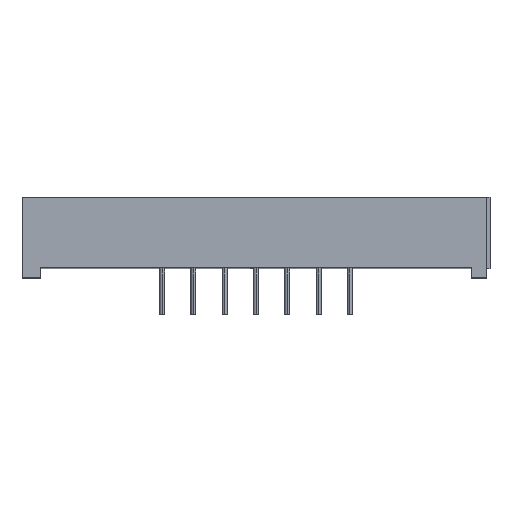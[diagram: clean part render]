
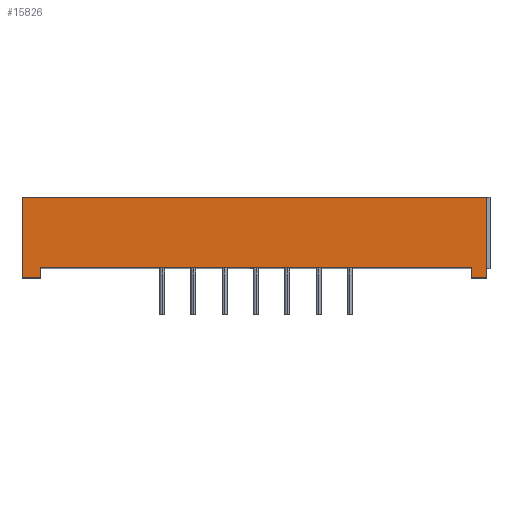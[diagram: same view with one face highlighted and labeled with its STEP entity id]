
A CAD part, top view. The second image highlights one B-rep face of the part: STEP entity #15826.
In plain terms, the highlighted planar face has unit normal (0, 0, 1).
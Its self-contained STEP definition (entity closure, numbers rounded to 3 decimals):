
#1056 = EDGE_LOOP ( 'NONE', ( #16160, #15983, #16161, #15980, #15982, #15978, #15976, #15974 ) ) ;
#8169 = FACE_OUTER_BOUND ( 'NONE', #1056, .T. ) ;
#8175 = AXIS2_PLACEMENT_3D ( 'NONE', #8556, #8557, #8558 ) ;
#8555 = PLANE ( 'NONE',  #8175 ) ;
#8556 = CARTESIAN_POINT ( 'NONE',  ( 38., 0., 53. ) ) ;
#8557 = DIRECTION ( 'NONE',  ( 0., 0., -1. ) ) ;
#8558 = DIRECTION ( 'NONE',  ( -1., 0., 0. ) ) ;
#9188 = VECTOR ( 'NONE', #9746, 1000. ) ;
#9189 = VECTOR ( 'NONE', #9749, 1000. ) ;
#9190 = VECTOR ( 'NONE', #9752, 1000. ) ;
#9191 = VECTOR ( 'NONE', #9755, 1000. ) ;
#9192 = VECTOR ( 'NONE', #9758, 1000. ) ;
#9744 = LINE ( 'NONE', #9745, #9188 ) ;
#9745 = CARTESIAN_POINT ( 'NONE',  ( 38., -6.5, 53. ) ) ;
#9746 = DIRECTION ( 'NONE',  ( -1., 0., 0. ) ) ;
#9747 = LINE ( 'NONE', #9748, #9189 ) ;
#9748 = CARTESIAN_POINT ( 'NONE',  ( 35., -60.114, 53. ) ) ;
#9749 = DIRECTION ( 'NONE',  ( 0., -1., 0. ) ) ;
#9750 = LINE ( 'NONE', #9751, #9190 ) ;
#9751 = CARTESIAN_POINT ( 'NONE',  ( -35., -60.114, 53. ) ) ;
#9752 = DIRECTION ( 'NONE',  ( 0., 1., 0. ) ) ;
#9753 = LINE ( 'NONE', #9754, #9191 ) ;
#9754 = CARTESIAN_POINT ( 'NONE',  ( 38., -6.5, 53. ) ) ;
#9755 = DIRECTION ( 'NONE',  ( -1., 0., 0. ) ) ;
#9756 = LINE ( 'NONE', #9757, #9192 ) ;
#9757 = CARTESIAN_POINT ( 'NONE',  ( -38., 0., 53. ) ) ;
#9758 = DIRECTION ( 'NONE',  ( 0., -1., 0. ) ) ;
#10204 = VECTOR ( 'NONE', #10705, 1000. ) ;
#10207 = VECTOR ( 'NONE', #10714, 1000. ) ;
#10398 = VECTOR ( 'NONE', #11814, 1000. ) ;
#10703 = LINE ( 'NONE', #10704, #10204 ) ;
#10704 = CARTESIAN_POINT ( 'NONE',  ( 38., 6.5, 53. ) ) ;
#10705 = DIRECTION ( 'NONE',  ( -1., 0., 0. ) ) ;
#10712 = LINE ( 'NONE', #10713, #10207 ) ;
#10713 = CARTESIAN_POINT ( 'NONE',  ( 37.5, -12.5, 53. ) ) ;
#10714 = DIRECTION ( 'NONE',  ( 0., 1., 0. ) ) ;
#11812 = LINE ( 'NONE', #11813, #10398 ) ;
#11813 = CARTESIAN_POINT ( 'NONE',  ( 0., -5., 53. ) ) ;
#11814 = DIRECTION ( 'NONE',  ( 1., 0., 0. ) ) ;
#12288 = CARTESIAN_POINT ( 'NONE',  ( 35., -5., 53. ) ) ;
#12289 = CARTESIAN_POINT ( 'NONE',  ( -35., -5., 53. ) ) ;
#12405 = CARTESIAN_POINT ( 'NONE',  ( -38., 6.5, 53. ) ) ;
#12406 = CARTESIAN_POINT ( 'NONE',  ( 37.5, 6.5, 53. ) ) ;
#12412 = CARTESIAN_POINT ( 'NONE',  ( 37.5, -6.5, 53. ) ) ;
#12413 = CARTESIAN_POINT ( 'NONE',  ( -38., -6.5, 53. ) ) ;
#12414 = CARTESIAN_POINT ( 'NONE',  ( -35., -6.5, 53. ) ) ;
#12415 = CARTESIAN_POINT ( 'NONE',  ( 35., -6.5, 53. ) ) ;
#15826 = ADVANCED_FACE ( 'NONE', ( #8169 ), #8555, .F. ) ;
#15974 = ORIENTED_EDGE ( 'NONE', *, *, #17006, .F. ) ;
#15976 = ORIENTED_EDGE ( 'NONE', *, *, #17007, .T. ) ;
#15978 = ORIENTED_EDGE ( 'NONE', *, *, #18145, .T. ) ;
#15980 = ORIENTED_EDGE ( 'NONE', *, *, #17009, .F. ) ;
#15982 = ORIENTED_EDGE ( 'NONE', *, *, #17008, .T. ) ;
#15983 = ORIENTED_EDGE ( 'NONE', *, *, #18087, .T. ) ;
#16160 = ORIENTED_EDGE ( 'NONE', *, *, #18090, .T. ) ;
#16161 = ORIENTED_EDGE ( 'NONE', *, *, #17010, .T. ) ;
#17006 = EDGE_CURVE ( 'NONE', #18641, #18644, #9744, .T. ) ;
#17007 = EDGE_CURVE ( 'NONE', #18517, #18644, #9747, .T. ) ;
#17008 = EDGE_CURVE ( 'NONE', #18643, #18518, #9750, .T. ) ;
#17009 = EDGE_CURVE ( 'NONE', #18643, #18642, #9753, .T. ) ;
#17010 = EDGE_CURVE ( 'NONE', #18634, #18642, #9756, .T. ) ;
#18087 = EDGE_CURVE ( 'NONE', #18635, #18634, #10703, .T. ) ;
#18090 = EDGE_CURVE ( 'NONE', #18641, #18635, #10712, .T. ) ;
#18145 = EDGE_CURVE ( 'NONE', #18518, #18517, #11812, .T. ) ;
#18517 = VERTEX_POINT ( 'NONE', #12288 ) ;
#18518 = VERTEX_POINT ( 'NONE', #12289 ) ;
#18634 = VERTEX_POINT ( 'NONE', #12405 ) ;
#18635 = VERTEX_POINT ( 'NONE', #12406 ) ;
#18641 = VERTEX_POINT ( 'NONE', #12412 ) ;
#18642 = VERTEX_POINT ( 'NONE', #12413 ) ;
#18643 = VERTEX_POINT ( 'NONE', #12414 ) ;
#18644 = VERTEX_POINT ( 'NONE', #12415 ) ;
